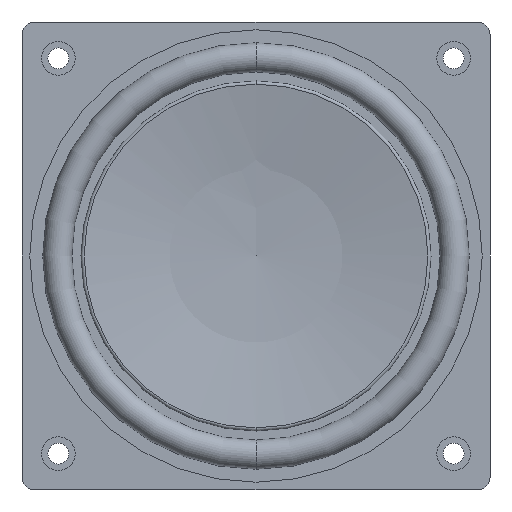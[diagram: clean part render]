
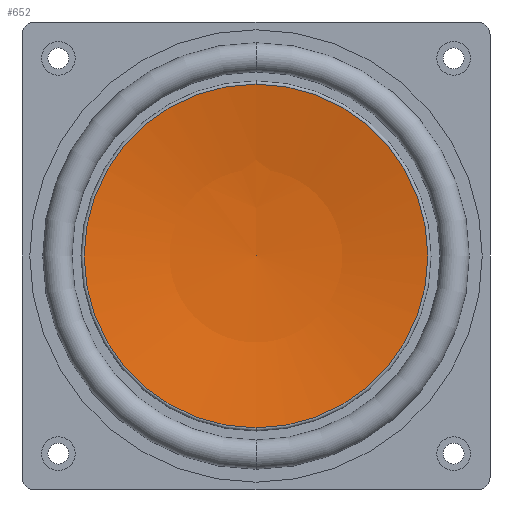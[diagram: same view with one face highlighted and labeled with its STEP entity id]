
A CAD part, front view. The second image highlights one B-rep face of the part: STEP entity #652.
In plain terms, the highlighted spherical face has radius 63.675 mm.
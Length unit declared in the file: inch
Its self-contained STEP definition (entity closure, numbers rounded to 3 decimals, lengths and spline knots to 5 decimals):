
#147 = ORIENTED_EDGE ( 'NONE', *, *, #2518, .T. ) ;
#156 = CARTESIAN_POINT ( 'NONE',  ( 0., 0.00017, 0.52198 ) ) ;
#238 = DIRECTION ( 'NONE',  ( 0., -1., 0. ) ) ;
#257 = SPHERICAL_SURFACE ( 'NONE', #5077, 2.50689 ) ;
#361 = CARTESIAN_POINT ( 'NONE',  ( 0., 0.00017, 0. ) ) ;
#450 = VERTEX_POINT ( 'NONE', #5248 ) ;
#652 = ADVANCED_FACE ( 'NONE', ( #1969 ), #257, .F. ) ;
#1099 = AXIS2_PLACEMENT_3D ( 'NONE', #361, #3000, #5363 ) ;
#1486 = EDGE_CURVE ( 'NONE', #450, #2115, #4746, .T. ) ;
#1969 = FACE_OUTER_BOUND ( 'NONE', #2311, .T. ) ;
#1997 = CARTESIAN_POINT ( 'NONE',  ( 0., -2.45177, 0. ) ) ;
#2009 = DIRECTION ( 'NONE',  ( 0., 0., -1. ) ) ;
#2115 = VERTEX_POINT ( 'NONE', #156 ) ;
#2140 = ORIENTED_EDGE ( 'NONE', *, *, #1486, .T. ) ;
#2311 = EDGE_LOOP ( 'NONE', ( #2140, #147 ) ) ;
#2429 = CARTESIAN_POINT ( 'NONE',  ( 0., 0.00017, 0. ) ) ;
#2518 = EDGE_CURVE ( 'NONE', #2115, #450, #3062, .T. ) ;
#3000 = DIRECTION ( 'NONE',  ( 0., -1., 0. ) ) ;
#3062 = CIRCLE ( 'NONE', #5183, 0.52198 ) ;
#4746 = CIRCLE ( 'NONE', #1099, 0.52198 ) ;
#4834 = DIRECTION ( 'NONE',  ( 0., 0., 1. ) ) ;
#5077 = AXIS2_PLACEMENT_3D ( 'NONE', #1997, #5242, #4834 ) ;
#5183 = AXIS2_PLACEMENT_3D ( 'NONE', #2429, #238, #2009 ) ;
#5242 = DIRECTION ( 'NONE',  ( 0., 1., 0. ) ) ;
#5248 = CARTESIAN_POINT ( 'NONE',  ( 0., 0.00017, -0.52198 ) ) ;
#5363 = DIRECTION ( 'NONE',  ( 0., 0., -1. ) ) ;
